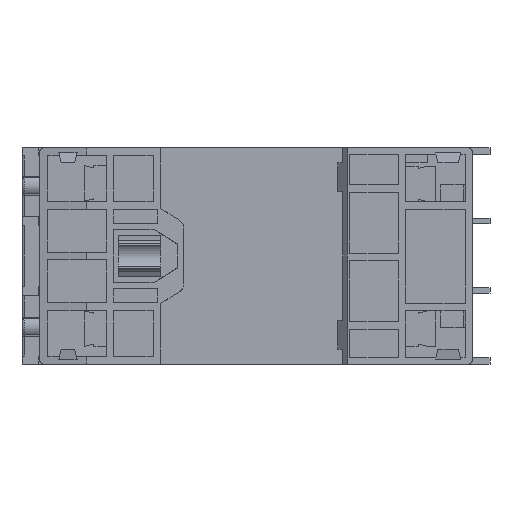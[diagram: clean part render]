
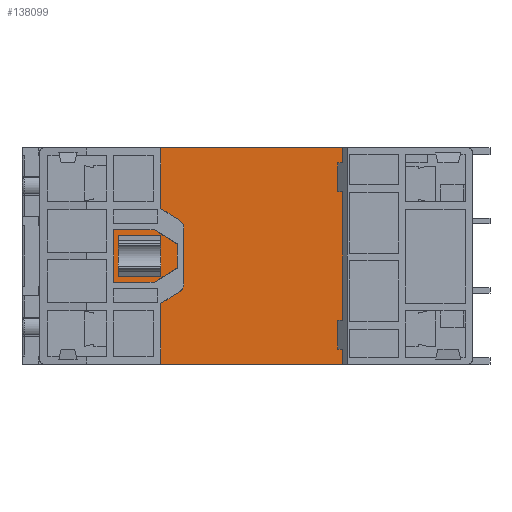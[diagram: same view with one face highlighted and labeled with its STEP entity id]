
A CAD part, front view. The second image highlights one B-rep face of the part: STEP entity #138099.
In plain terms, the highlighted planar face has unit normal (0, -1, 0).
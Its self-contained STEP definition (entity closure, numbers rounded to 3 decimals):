
#108010=CARTESIAN_POINT('',(63.0,5.4,-45.0));
#108011=VERTEX_POINT('',#108010);
#108018=CARTESIAN_POINT('',(25.2,5.4,-45.0));
#108019=VERTEX_POINT('',#108018);
#108020=CARTESIAN_POINT('',(25.2,5.4,-45.0));
#108021=DIRECTION('',(1.0,0.0,0.0));
#108022=VECTOR('',#108021,37.8);
#108023=LINE('',#108020,#108022);
#108024=EDGE_CURVE('',#108019,#108011,#108023,.T.);
#114490=CARTESIAN_POINT('',(25.2,5.4,0.0));
#114491=VERTEX_POINT('',#114490);
#114498=CARTESIAN_POINT('',(63.0,5.4,0.0));
#114499=VERTEX_POINT('',#114498);
#114500=CARTESIAN_POINT('',(25.2,5.4,0.0));
#114501=DIRECTION('',(1.0,0.0,0.0));
#114502=VECTOR('',#114501,37.8);
#114503=LINE('',#114500,#114502);
#114504=EDGE_CURVE('',#114491,#114499,#114503,.T.);
#137847=CARTESIAN_POINT('',(23.8,5.4,-28.0));
#137848=VERTEX_POINT('',#137847);
#137855=CARTESIAN_POINT('',(15.4,5.4,-28.0));
#137856=VERTEX_POINT('',#137855);
#137857=CARTESIAN_POINT('',(15.4,5.4,-28.0));
#137858=DIRECTION('',(1.0,0.0,0.0));
#137859=VECTOR('',#137858,8.4);
#137860=LINE('',#137857,#137859);
#137861=EDGE_CURVE('',#137856,#137848,#137860,.T.);
#137879=CARTESIAN_POINT('',(15.4,5.4,-17.0));
#137880=VERTEX_POINT('',#137879);
#137881=CARTESIAN_POINT('',(15.4,5.4,-17.0));
#137882=DIRECTION('',(0.0,0.0,-1.0));
#137883=VECTOR('',#137882,11.0);
#137884=LINE('',#137881,#137883);
#137885=EDGE_CURVE('',#137880,#137856,#137884,.T.);
#137903=CARTESIAN_POINT('',(23.8,5.4,-17.0));
#137904=VERTEX_POINT('',#137903);
#137905=CARTESIAN_POINT('',(23.8,5.4,-17.0));
#137906=DIRECTION('',(-1.0,0.0,0.0));
#137907=VECTOR('',#137906,8.4);
#137908=LINE('',#137905,#137907);
#137909=EDGE_CURVE('',#137904,#137880,#137908,.T.);
#137927=CARTESIAN_POINT('',(25.2,5.4,-17.875));
#137928=VERTEX_POINT('',#137927);
#137929=CARTESIAN_POINT('',(25.2,5.4,-17.875));
#137930=DIRECTION('',(-0.848,0.0,0.53));
#137931=VECTOR('',#137930,1.651);
#137932=LINE('',#137929,#137931);
#137933=EDGE_CURVE('',#137928,#137904,#137932,.T.);
#138015=CARTESIAN_POINT('',(25.2,5.4,-27.125));
#138016=VERTEX_POINT('',#138015);
#138023=CARTESIAN_POINT('',(23.8,5.4,-28.0));
#138024=DIRECTION('',(0.848,0.0,0.53));
#138025=VECTOR('',#138024,1.651);
#138026=LINE('',#138023,#138025);
#138027=EDGE_CURVE('',#137848,#138016,#138026,.T.);
#138033=CARTESIAN_POINT('',(25.2,5.4,-45.0));
#138034=DIRECTION('',(0.0,-1.0,0.0));
#138035=DIRECTION('',(0.0,0.0,-1.0));
#138036=AXIS2_PLACEMENT_3D('',#138033,#138034,#138035);
#138037=PLANE('',#138036);
#138038=CARTESIAN_POINT('',(25.2,5.4,-45.0));
#138039=DIRECTION('',(0.0,0.0,1.0));
#138040=VECTOR('',#138039,17.875);
#138041=LINE('',#138038,#138040);
#138042=EDGE_CURVE('',#108019,#138016,#138041,.T.);
#138043=ORIENTED_EDGE('',*,*,#138042,.F.);
#138044=ORIENTED_EDGE('',*,*,#108024,.T.);
#138045=CARTESIAN_POINT('',(63.0,5.4,-45.0));
#138046=DIRECTION('',(0.0,0.0,1.0));
#138047=VECTOR('',#138046,45.0);
#138048=LINE('',#138045,#138047);
#138049=EDGE_CURVE('',#108011,#114499,#138048,.T.);
#138050=ORIENTED_EDGE('',*,*,#138049,.T.);
#138051=ORIENTED_EDGE('',*,*,#114504,.F.);
#138052=CARTESIAN_POINT('',(25.2,5.4,-17.875));
#138053=DIRECTION('',(0.0,0.0,1.0));
#138054=VECTOR('',#138053,17.875);
#138055=LINE('',#138052,#138054);
#138056=EDGE_CURVE('',#137928,#114491,#138055,.T.);
#138057=ORIENTED_EDGE('',*,*,#138056,.F.);
#138058=ORIENTED_EDGE('',*,*,#137933,.T.);
#138059=ORIENTED_EDGE('',*,*,#137909,.T.);
#138060=ORIENTED_EDGE('',*,*,#137885,.T.);
#138061=ORIENTED_EDGE('',*,*,#137861,.T.);
#138062=ORIENTED_EDGE('',*,*,#138027,.T.);
#138063=EDGE_LOOP('',(#138043,#138044,#138050,#138051,#138057,#138058,#138059,#138060,#138061,#138062));
#138064=FACE_OUTER_BOUND('',#138063,.T.);
#138065=CARTESIAN_POINT('',(16.4,5.4,-18.2));
#138066=VERTEX_POINT('',#138065);
#138067=CARTESIAN_POINT('',(16.4,5.4,-26.8));
#138068=VERTEX_POINT('',#138067);
#138069=CARTESIAN_POINT('',(16.4,5.4,-18.2));
#138070=DIRECTION('',(0.0,0.0,-1.0));
#138071=VECTOR('',#138070,8.6);
#138072=LINE('',#138069,#138071);
#138073=EDGE_CURVE('',#138066,#138068,#138072,.T.);
#138074=ORIENTED_EDGE('',*,*,#138073,.F.);
#138075=CARTESIAN_POINT('',(25.2,5.4,-18.2));
#138076=VERTEX_POINT('',#138075);
#138077=CARTESIAN_POINT('',(25.2,5.4,-18.2));
#138078=DIRECTION('',(-1.0,0.0,0.0));
#138079=VECTOR('',#138078,8.8);
#138080=LINE('',#138077,#138079);
#138081=EDGE_CURVE('',#138076,#138066,#138080,.T.);
#138082=ORIENTED_EDGE('',*,*,#138081,.F.);
#138083=CARTESIAN_POINT('',(25.2,5.4,-26.8));
#138084=VERTEX_POINT('',#138083);
#138085=CARTESIAN_POINT('',(25.2,5.4,-18.2));
#138086=DIRECTION('',(0.0,0.0,-1.0));
#138087=VECTOR('',#138086,8.6);
#138088=LINE('',#138085,#138087);
#138089=EDGE_CURVE('',#138076,#138084,#138088,.T.);
#138090=ORIENTED_EDGE('',*,*,#138089,.T.);
#138091=CARTESIAN_POINT('',(25.2,5.4,-26.8));
#138092=DIRECTION('',(-1.0,0.0,0.0));
#138093=VECTOR('',#138092,8.8);
#138094=LINE('',#138091,#138093);
#138095=EDGE_CURVE('',#138084,#138068,#138094,.T.);
#138096=ORIENTED_EDGE('',*,*,#138095,.T.);
#138097=EDGE_LOOP('',(#138074,#138082,#138090,#138096));
#138098=FACE_BOUND('',#138097,.T.);
#138099=ADVANCED_FACE('',(#138064,#138098),#138037,.T.);
